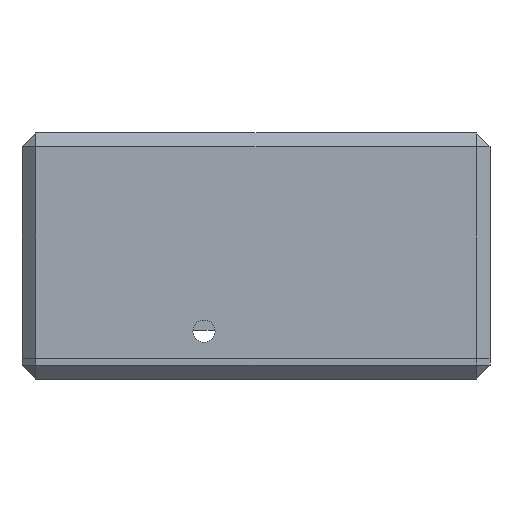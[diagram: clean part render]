
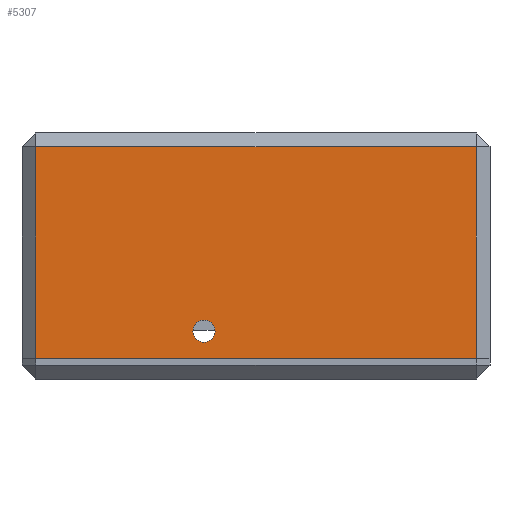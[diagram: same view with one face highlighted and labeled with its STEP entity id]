
A CAD part, left-side view. The second image highlights one B-rep face of the part: STEP entity #5307.
In plain terms, the highlighted planar face has unit normal (-1, 0, 0).
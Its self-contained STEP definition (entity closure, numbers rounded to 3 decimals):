
#107=FACE_BOUND('',#737,.T.);
#171=CIRCLE('',#5729,1.6);
#412=FACE_OUTER_BOUND('',#736,.T.);
#736=EDGE_LOOP('',(#4412,#4413,#4414,#4415));
#737=EDGE_LOOP('',(#4416));
#1274=LINE('',#8257,#1944);
#1281=LINE('',#8272,#1951);
#1284=LINE('',#8276,#1954);
#1294=LINE('',#8294,#1964);
#1944=VECTOR('',#6781,10.);
#1951=VECTOR('',#6794,10.);
#1954=VECTOR('',#6799,10.);
#1964=VECTOR('',#6817,10.);
#2502=VERTEX_POINT('',#8246);
#2505=VERTEX_POINT('',#8253);
#2509=VERTEX_POINT('',#8265);
#2511=VERTEX_POINT('',#8270);
#2516=VERTEX_POINT('',#8295);
#3154=EDGE_CURVE('',#2502,#2505,#1274,.T.);
#3161=EDGE_CURVE('',#2511,#2509,#1281,.T.);
#3164=EDGE_CURVE('',#2509,#2502,#1284,.T.);
#3174=EDGE_CURVE('',#2511,#2505,#1294,.F.);
#3175=EDGE_CURVE('',#2516,#2516,#171,.T.);
#4412=ORIENTED_EDGE('',*,*,#3154,.F.);
#4413=ORIENTED_EDGE('',*,*,#3164,.F.);
#4414=ORIENTED_EDGE('',*,*,#3161,.F.);
#4415=ORIENTED_EDGE('',*,*,#3174,.T.);
#4416=ORIENTED_EDGE('',*,*,#3175,.T.);
#5029=PLANE('',#5728);
#5307=ADVANCED_FACE('',(#412,#107),#5029,.T.);
#5728=AXIS2_PLACEMENT_3D('',#8293,#6815,#6816);
#5729=AXIS2_PLACEMENT_3D('',#8296,#6818,#6819);
#6781=DIRECTION('',(0.,0.,-1.));
#6794=DIRECTION('',(0.,0.,1.));
#6799=DIRECTION('',(0.,-1.,0.));
#6815=DIRECTION('center_axis',(-1.,0.,0.));
#6816=DIRECTION('ref_axis',(0.,-1.,0.));
#6817=DIRECTION('',(0.,1.,0.));
#6818=DIRECTION('center_axis',(1.,0.,0.));
#6819=DIRECTION('ref_axis',(0.,-1.,0.));
#8246=CARTESIAN_POINT('',(-3.,-9.,18.32));
#8253=CARTESIAN_POINT('',(-3.,-9.,-12.15));
#8257=CARTESIAN_POINT('',(-3.,-9.,0.));
#8265=CARTESIAN_POINT('',(-3.,54.45,18.32));
#8270=CARTESIAN_POINT('',(-3.,54.45,-12.15));
#8272=CARTESIAN_POINT('',(-3.,54.45,0.));
#8276=CARTESIAN_POINT('',(-3.,39.588,18.32));
#8293=CARTESIAN_POINT('Origin',(-3.,56.45,0.));
#8294=CARTESIAN_POINT('',(-3.,5.863,-12.15));
#8295=CARTESIAN_POINT('',(-3.,31.825,-8.25));
#8296=CARTESIAN_POINT('Origin',(-3.,30.225,-8.25));
